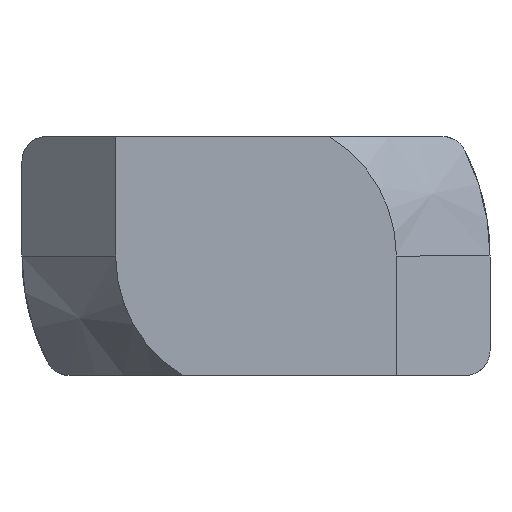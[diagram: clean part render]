
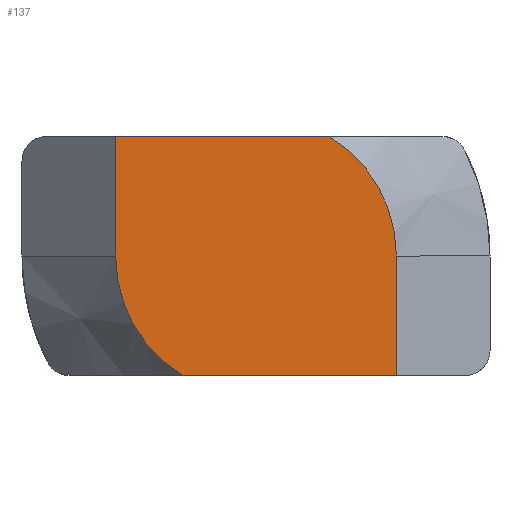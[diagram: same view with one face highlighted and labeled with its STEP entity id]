
A CAD part, front view. The second image highlights one B-rep face of the part: STEP entity #137.
In plain terms, the highlighted planar face has unit normal (0, -1, 0).
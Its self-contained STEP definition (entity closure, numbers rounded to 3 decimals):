
#137 = ADVANCED_FACE( '', ( #309 ), #310, .F. );
#309 = FACE_OUTER_BOUND( '', #514, .T. );
#310 = PLANE( '', #515 );
#514 = EDGE_LOOP( '', ( #870, #871, #872, #873, #874, #875 ) );
#515 = AXIS2_PLACEMENT_3D( '', #876, #877, #878 );
#870 = ORIENTED_EDGE( '', *, *, #1278, .T. );
#871 = ORIENTED_EDGE( '', *, *, #1273, .F. );
#872 = ORIENTED_EDGE( '', *, *, #1313, .F. );
#873 = ORIENTED_EDGE( '', *, *, #1392, .T. );
#874 = ORIENTED_EDGE( '', *, *, #1382, .T. );
#875 = ORIENTED_EDGE( '', *, *, #1375, .T. );
#876 = CARTESIAN_POINT( '', ( 9.5, 0., 4.85 ) );
#877 = DIRECTION( '', ( 0., 1., 0. ) );
#878 = DIRECTION( '', ( 0., 0., 1. ) );
#1273 = EDGE_CURVE( '', #1528, #1530, #1531, .T. );
#1278 = EDGE_CURVE( '', #1538, #1530, #1539, .T. );
#1313 = EDGE_CURVE( '', #1600, #1528, #1602, .T. );
#1375 = EDGE_CURVE( '', #1705, #1538, #1706, .T. );
#1382 = EDGE_CURVE( '', #1714, #1705, #1715, .T. );
#1392 = EDGE_CURVE( '', #1600, #1714, #1728, .T. );
#1528 = VERTEX_POINT( '', #1902 );
#1530 = VERTEX_POINT( '', #1911 );
#1531 = CIRCLE( '', #1912, 5.7 );
#1538 = VERTEX_POINT( '', #1921 );
#1539 = LINE( '', #1922, #1923 );
#1600 = VERTEX_POINT( '', #1999 );
#1602 = LINE( '', #2002, #2003 );
#1705 = VERTEX_POINT( '', #2138 );
#1706 = LINE( '', #2139, #2140 );
#1714 = VERTEX_POINT( '', #2157 );
#1715 = CIRCLE( '', #2158, 5.7 );
#1728 = LINE( '', #2176, #2177 );
#1902 = CARTESIAN_POINT( '', ( -2.995, 0., -4.85 ) );
#1911 = CARTESIAN_POINT( '', ( -5.7, 0., 0. ) );
#1912 = AXIS2_PLACEMENT_3D( '', #2380, #2381, #2382 );
#1921 = CARTESIAN_POINT( '', ( -5.7, 0., 4.85 ) );
#1922 = CARTESIAN_POINT( '', ( -5.7, 0., 4.85 ) );
#1923 = VECTOR( '', #2388, 1000. );
#1999 = CARTESIAN_POINT( '', ( 5.7, 0., -4.85 ) );
#2002 = CARTESIAN_POINT( '', ( 9.5, 0., -4.85 ) );
#2003 = VECTOR( '', #2447, 1000. );
#2138 = CARTESIAN_POINT( '', ( 2.995, 0., 4.85 ) );
#2139 = CARTESIAN_POINT( '', ( 9.5, 0., 4.85 ) );
#2140 = VECTOR( '', #2538, 1000. );
#2157 = CARTESIAN_POINT( '', ( 5.7, 0., 0. ) );
#2158 = AXIS2_PLACEMENT_3D( '', #2544, #2545, #2546 );
#2176 = CARTESIAN_POINT( '', ( 5.7, 0., -4.85 ) );
#2177 = VECTOR( '', #2555, 1000. );
#2380 = CARTESIAN_POINT( '', ( 0., 0., 0. ) );
#2381 = DIRECTION( '', ( 0., 1., 0. ) );
#2382 = DIRECTION( '', ( 0., 0., 1. ) );
#2388 = DIRECTION( '', ( 0., 0., -1. ) );
#2447 = DIRECTION( '', ( -1., 0., 0. ) );
#2538 = DIRECTION( '', ( -1., 0., 0. ) );
#2544 = CARTESIAN_POINT( '', ( 0., 0., 0. ) );
#2545 = DIRECTION( '', ( 0., -1., 0. ) );
#2546 = DIRECTION( '', ( 0., 0., -1. ) );
#2555 = DIRECTION( '', ( 0., 0., 1. ) );
